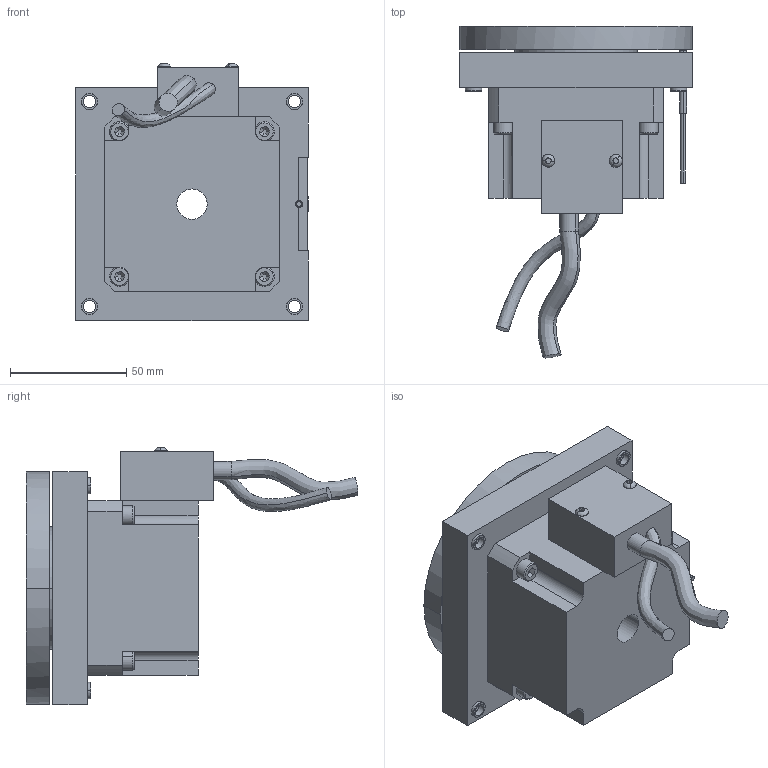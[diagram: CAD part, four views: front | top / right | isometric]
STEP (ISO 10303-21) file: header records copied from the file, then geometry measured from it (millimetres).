
FILE_DESCRIPTION (( 'STEP AP214' ), '1' );
FILE_NAME ('Drehtisch miniTURN 100.STEP', '2023-02-15T09:47:05', ( '' ), ( '' ), 'SwSTEP 2.0', 'SolidWorks 2020', '' );
FILE_SCHEMA (( 'AUTOMOTIVE_DESIGN' ));
Length unit declared in the file: millimetre
Products named in the file (3): Drehtisch miniTURN 100; miniTURN Anschluss komplett light-+-D205043_PDB; Drehtisch miniTURN 100 light-+-D205044_PDB
Assembly tree (2 placements, depth 2):
  Drehtisch miniTURN 100
    Drehtisch miniTURN 100 light-+-D205044_PDB
    miniTURN Anschluss komplett light-+-D205043_PDB
Bounding box: 100 x 142.56 x 110.4 mm (x, y, z)
Volume: 501858.6 mm3; surface area: 78385.4 mm2
Topology: 2 solids, 24 shells, 636 faces, 1453 edges, 910 vertices
Faces by surface type: plane 294, cylinder 220, cone 86, torus 32, bspline 4
Entity records: 18611 total; most frequent: CARTESIAN_POINT 3665, DIRECTION 3298, ORIENTED_EDGE 2870, EDGE_CURVE 1435, AXIS2_PLACEMENT_3D 1246, VERTEX_POINT 910, LINE 806, VECTOR 806
